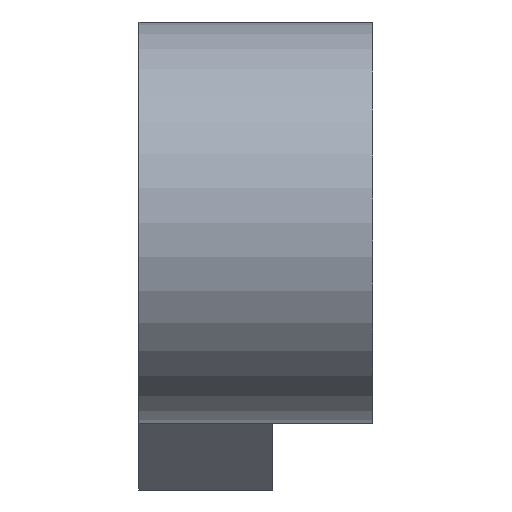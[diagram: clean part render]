
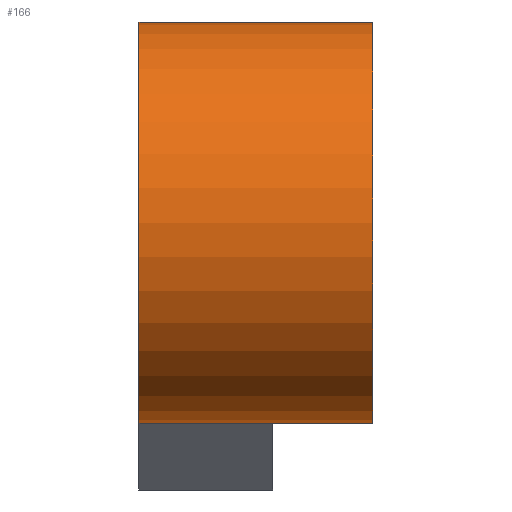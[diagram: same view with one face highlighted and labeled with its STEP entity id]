
A CAD part, left-side view. The second image highlights one B-rep face of the part: STEP entity #166.
In plain terms, the highlighted cylindrical face has radius 3 mm (diameter 6 mm), a full revolution.
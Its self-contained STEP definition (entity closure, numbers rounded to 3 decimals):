
#16=CYLINDRICAL_SURFACE('',#194,3.);
#19=CIRCLE('',#185,3.);
#20=CIRCLE('',#186,3.);
#22=CIRCLE('',#189,3.);
#24=CIRCLE('',#195,3.);
#32=FACE_OUTER_BOUND('',#43,.T.);
#43=EDGE_LOOP('',(#139,#140,#141,#142,#143,#144,#145,#146));
#48=LINE('',#253,#63);
#57=LINE('',#283,#72);
#59=LINE('',#287,#74);
#63=VECTOR('',#204,10.);
#72=VECTOR('',#235,10.);
#74=VECTOR('',#241,3.);
#75=VERTEX_POINT('',#246);
#78=VERTEX_POINT('',#251);
#81=VERTEX_POINT('',#261);
#82=VERTEX_POINT('',#263);
#85=VERTEX_POINT('',#271);
#88=VERTEX_POINT('',#282);
#92=EDGE_CURVE('',#78,#75,#48,.T.);
#96=EDGE_CURVE('',#75,#81,#19,.T.);
#97=EDGE_CURVE('',#81,#82,#20,.T.);
#101=EDGE_CURVE('',#85,#85,#22,.T.);
#106=EDGE_CURVE('',#88,#82,#57,.T.);
#108=EDGE_CURVE('',#88,#78,#24,.T.);
#109=EDGE_CURVE('',#81,#85,#59,.T.);
#139=ORIENTED_EDGE('',*,*,#108,.F.);
#140=ORIENTED_EDGE('',*,*,#106,.T.);
#141=ORIENTED_EDGE('',*,*,#97,.F.);
#142=ORIENTED_EDGE('',*,*,#109,.T.);
#143=ORIENTED_EDGE('',*,*,#101,.F.);
#144=ORIENTED_EDGE('',*,*,#109,.F.);
#145=ORIENTED_EDGE('',*,*,#96,.F.);
#146=ORIENTED_EDGE('',*,*,#92,.F.);
#166=ADVANCED_FACE('',(#32),#16,.T.);
#185=AXIS2_PLACEMENT_3D('',#262,#212,#213);
#186=AXIS2_PLACEMENT_3D('',#264,#214,#215);
#189=AXIS2_PLACEMENT_3D('',#272,#222,#223);
#194=AXIS2_PLACEMENT_3D('',#285,#237,#238);
#195=AXIS2_PLACEMENT_3D('',#286,#239,#240);
#204=DIRECTION('',(0.,1.,0.));
#212=DIRECTION('center_axis',(0.,1.,0.));
#213=DIRECTION('ref_axis',(1.,0.,0.));
#214=DIRECTION('center_axis',(0.,1.,0.));
#215=DIRECTION('ref_axis',(1.,0.,0.));
#222=DIRECTION('center_axis',(0.,-1.,0.));
#223=DIRECTION('ref_axis',(1.,0.,0.));
#235=DIRECTION('',(0.,1.,0.));
#237=DIRECTION('center_axis',(0.,1.,0.));
#238=DIRECTION('ref_axis',(1.,0.,0.));
#239=DIRECTION('center_axis',(0.,1.,0.));
#240=DIRECTION('ref_axis',(1.,0.,0.));
#241=DIRECTION('',(0.,-1.,0.));
#246=CARTESIAN_POINT('',(0.,2.,1.));
#251=CARTESIAN_POINT('',(0.,0.,1.));
#253=CARTESIAN_POINT('',(0.,0.,1.));
#261=CARTESIAN_POINT('',(-3.,2.,4.));
#262=CARTESIAN_POINT('Origin',(0.,2.,4.));
#263=CARTESIAN_POINT('',(0.,2.,7.));
#264=CARTESIAN_POINT('Origin',(0.,2.,4.));
#271=CARTESIAN_POINT('',(-3.,-1.5,4.));
#272=CARTESIAN_POINT('Origin',(0.,-1.5,4.));
#282=CARTESIAN_POINT('',(0.,0.,7.));
#283=CARTESIAN_POINT('',(0.,0.,7.));
#285=CARTESIAN_POINT('Origin',(0.,0.,4.));
#286=CARTESIAN_POINT('Origin',(0.,0.,4.));
#287=CARTESIAN_POINT('',(-3.,0.,4.));
